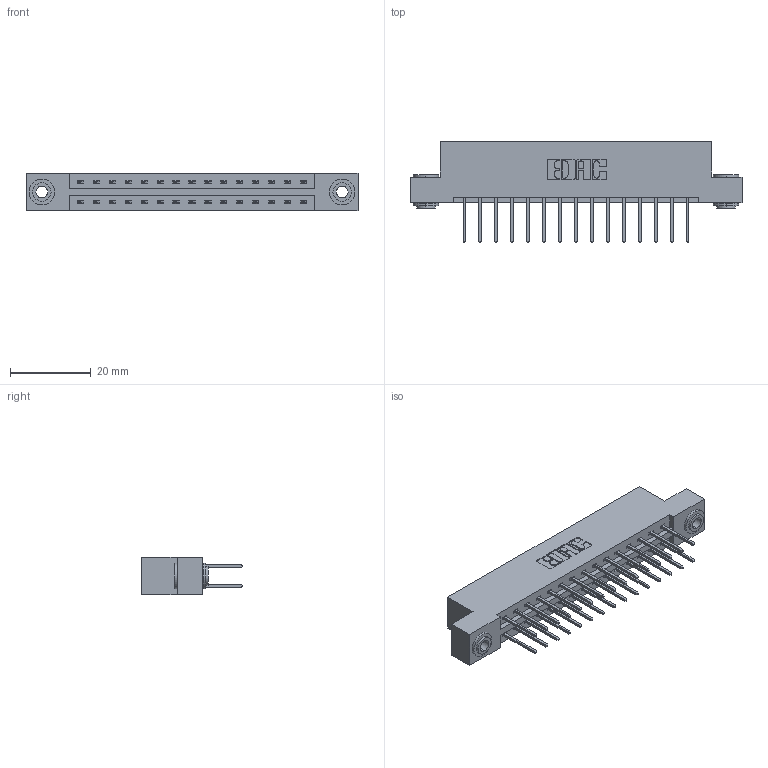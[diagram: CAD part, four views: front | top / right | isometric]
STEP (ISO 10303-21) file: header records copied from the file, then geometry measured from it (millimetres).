
FILE_DESCRIPTION (( 'STEP AP203' ), '1' );
FILE_NAME ('387-030-523-203.STEP', '2018-09-18T01:36:13', ( '' ), ( '' ), 'SwSTEP 2.0', 'SolidWorks 2016', '' );
FILE_SCHEMA (( 'CONFIG_CONTROL_DESIGN' ));
Length unit declared in the file: inch
Products named in the file (4): 337 Part_Flush Mounting Lugs - 0.156 Dia-TH; 345-292-001_345-293-123; 345-250-002_345-250-002-102; 387-030-523-203
Assembly tree (33 placements, depth 2):
  387-030-523-203
    337 Part_Flush Mounting Lugs - 0.156 Dia-TH
    345-292-001_345-293-123  x30
    345-250-002_345-250-002-102  x2
Bounding box: 82.45 x 25.15 x 9.4 mm (x, y, z)
Volume: 8410.6 mm3; surface area: 9762.5 mm2
Topology: 33 solids, 33 shells, 1772 faces, 5217 edges, 3434 vertices
Faces by surface type: plane 1220, cylinder 544, cone 8
Entity records: 15790 total; most frequent: CARTESIAN_POINT 2657, ORIENTED_EDGE 2586, DIRECTION 2343, EDGE_CURVE 1293, LINE 1141, VECTOR 1141, VERTEX_POINT 858, AXIS2_PLACEMENT_3D 601
